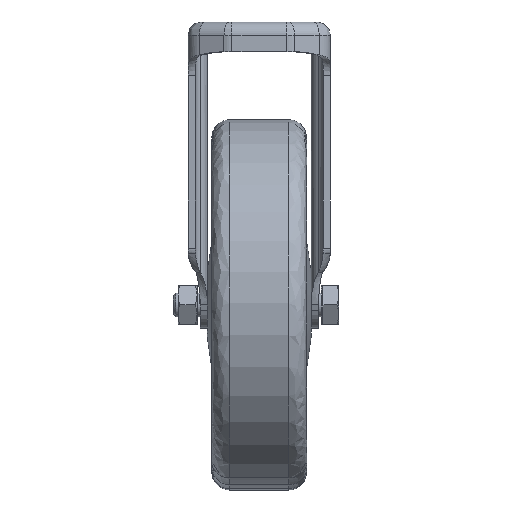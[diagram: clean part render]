
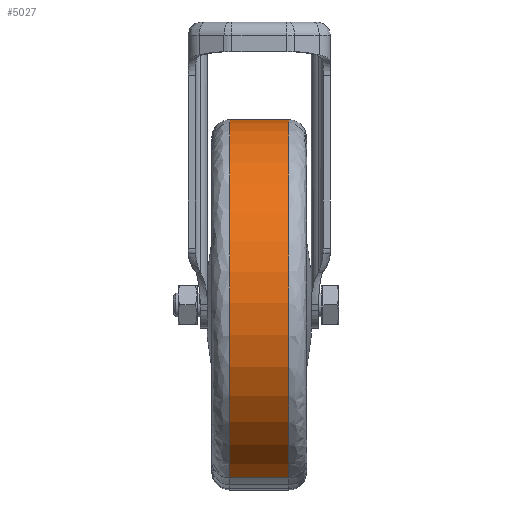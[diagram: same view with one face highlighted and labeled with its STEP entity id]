
A CAD part, left-side view. The second image highlights one B-rep face of the part: STEP entity #5027.
In plain terms, the highlighted cylindrical face has radius 62.5 mm (diameter 125 mm), a partial arc.
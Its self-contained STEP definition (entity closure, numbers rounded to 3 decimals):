
#518 = VERTEX_POINT ( 'NONE', #7364 ) ;
#874 = AXIS2_PLACEMENT_3D ( 'NONE', #4004, #1088, #4668 ) ;
#1088 = DIRECTION ( 'NONE',  ( 0., 1., 0. ) ) ;
#1238 = DIRECTION ( 'NONE',  ( 0., 0., 1. ) ) ;
#1396 = VERTEX_POINT ( 'NONE', #5614 ) ;
#1400 = ORIENTED_EDGE ( 'NONE', *, *, #3921, .T. ) ;
#1626 = LINE ( 'NONE', #6763, #9114 ) ;
#1715 = DIRECTION ( 'NONE',  ( 0., -1., 0. ) ) ;
#1751 = DIRECTION ( 'NONE',  ( 0., 1., 0. ) ) ;
#1929 = CYLINDRICAL_SURFACE ( 'NONE', #874, 62.5 ) ;
#2331 = CARTESIAN_POINT ( 'NONE',  ( 0., 10., -33. ) ) ;
#2473 = VERTEX_POINT ( 'NONE', #2331 ) ;
#2480 = CARTESIAN_POINT ( 'NONE',  ( 0., -10., -33. ) ) ;
#2888 = LINE ( 'NONE', #8193, #3890 ) ;
#3052 = AXIS2_PLACEMENT_3D ( 'NONE', #3126, #1715, #6603 ) ;
#3126 = CARTESIAN_POINT ( 'NONE',  ( 0., 10., -95.5 ) ) ;
#3556 = ORIENTED_EDGE ( 'NONE', *, *, #4052, .T. ) ;
#3604 = ORIENTED_EDGE ( 'NONE', *, *, #6196, .T. ) ;
#3806 = CIRCLE ( 'NONE', #8868, 62.5 ) ;
#3831 = CARTESIAN_POINT ( 'NONE',  ( 0., -10., -95.5 ) ) ;
#3890 = VECTOR ( 'NONE', #3901, 1000. ) ;
#3901 = DIRECTION ( 'NONE',  ( 0., -1., 0. ) ) ;
#3921 = EDGE_CURVE ( 'NONE', #2473, #1396, #4917, .T. ) ;
#4004 = CARTESIAN_POINT ( 'NONE',  ( 0., 5., -95.5 ) ) ;
#4052 = EDGE_CURVE ( 'NONE', #518, #4794, #3806, .T. ) ;
#4668 = DIRECTION ( 'NONE',  ( 0., 0., 1. ) ) ;
#4794 = VERTEX_POINT ( 'NONE', #2480 ) ;
#4917 = CIRCLE ( 'NONE', #3052, 62.5 ) ;
#5027 = ADVANCED_FACE ( 'NONE', ( #8627 ), #1929, .T. ) ;
#5614 = CARTESIAN_POINT ( 'NONE',  ( -22.158, 10., -153.94 ) ) ;
#6196 = EDGE_CURVE ( 'NONE', #1396, #518, #2888, .T. ) ;
#6603 = DIRECTION ( 'NONE',  ( 0., 0., 1. ) ) ;
#6763 = CARTESIAN_POINT ( 'NONE',  ( 0., 5., -33. ) ) ;
#6947 = ORIENTED_EDGE ( 'NONE', *, *, #9104, .T. ) ;
#7364 = CARTESIAN_POINT ( 'NONE',  ( -22.158, -10., -153.94 ) ) ;
#8193 = CARTESIAN_POINT ( 'NONE',  ( -22.158, 5., -153.94 ) ) ;
#8627 = FACE_OUTER_BOUND ( 'NONE', #8710, .T. ) ;
#8710 = EDGE_LOOP ( 'NONE', ( #3556, #6947, #1400, #3604 ) ) ;
#8868 = AXIS2_PLACEMENT_3D ( 'NONE', #3831, #8982, #1238 ) ;
#8982 = DIRECTION ( 'NONE',  ( 0., 1., 0. ) ) ;
#9104 = EDGE_CURVE ( 'NONE', #4794, #2473, #1626, .T. ) ;
#9114 = VECTOR ( 'NONE', #1751, 1000. ) ;
